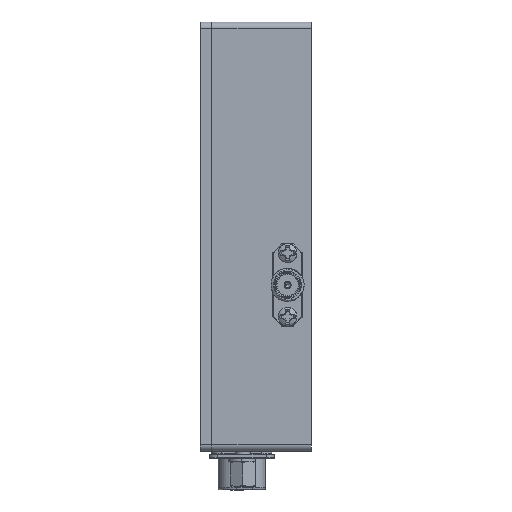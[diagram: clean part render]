
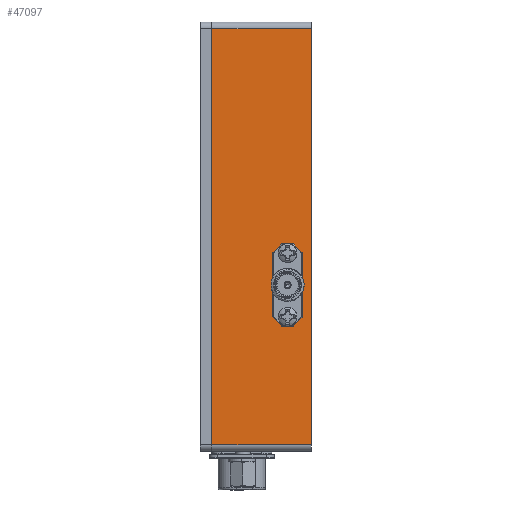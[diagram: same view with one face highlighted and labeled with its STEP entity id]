
A CAD part, left-side view. The second image highlights one B-rep face of the part: STEP entity #47097.
In plain terms, the highlighted planar face has unit normal (-1, 0, 0).
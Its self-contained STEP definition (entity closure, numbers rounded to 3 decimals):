
#1158 = VERTEX_POINT ( 'NONE', #132518 ) ;
#3738 = EDGE_CURVE ( 'NONE', #52684, #96087, #10657, .T. ) ;
#4549 = CIRCLE ( 'NONE', #202145, 1.092 ) ;
#5832 = DIRECTION ( 'NONE',  ( 0., -1., 0. ) ) ;
#7440 = AXIS2_PLACEMENT_3D ( 'NONE', #152773, #140338, #93925 ) ;
#10657 = CIRCLE ( 'NONE', #7440, 1.283 ) ;
#10862 = CARTESIAN_POINT ( 'NONE',  ( 0., 19.126, 1.27 ) ) ;
#11518 = AXIS2_PLACEMENT_3D ( 'NONE', #90152, #92160, #188020 ) ;
#15004 = DIRECTION ( 'NONE',  ( 0., 0., 1. ) ) ;
#16042 = CARTESIAN_POINT ( 'NONE',  ( 0., 4.572, 38.125 ) ) ;
#21632 = EDGE_CURVE ( 'NONE', #60458, #78500, #4549, .T. ) ;
#26629 = LINE ( 'NONE', #69946, #189982 ) ;
#30891 = AXIS2_PLACEMENT_3D ( 'NONE', #157588, #49243, #62681 ) ;
#31263 = AXIS2_PLACEMENT_3D ( 'NONE', #173204, #83423, #113350 ) ;
#35661 = VECTOR ( 'NONE', #73658, 1000. ) ;
#41280 = VERTEX_POINT ( 'NONE', #197178 ) ;
#44013 = EDGE_CURVE ( 'NONE', #197074, #137163, #26629, .T. ) ;
#45162 = ORIENTED_EDGE ( 'NONE', *, *, #44013, .T. ) ;
#47097 = ADVANCED_FACE ( 'NONE', ( #153046, #125126, #200528, #78742 ), #107665, .F. ) ;
#47591 = DIRECTION ( 'NONE',  ( 0., -1., 0. ) ) ;
#49243 = DIRECTION ( 'NONE',  ( -1., 0., 0. ) ) ;
#49326 = CARTESIAN_POINT ( 'NONE',  ( 0., 4.572, 30.721 ) ) ;
#52684 = VERTEX_POINT ( 'NONE', #49326 ) ;
#53855 = DIRECTION ( 'NONE',  ( 0., 0., 1. ) ) ;
#60419 = EDGE_CURVE ( 'NONE', #41280, #203223, #113233, .T. ) ;
#60458 = VERTEX_POINT ( 'NONE', #158469 ) ;
#60773 = CIRCLE ( 'NONE', #31263, 1.092 ) ;
#62681 = DIRECTION ( 'NONE',  ( 0., 0., 1. ) ) ;
#66735 = CARTESIAN_POINT ( 'NONE',  ( 0., 4.572, 33.287 ) ) ;
#69200 = ORIENTED_EDGE ( 'NONE', *, *, #21632, .F. ) ;
#69946 = CARTESIAN_POINT ( 'NONE',  ( 0., 0., 1.27 ) ) ;
#70291 = EDGE_CURVE ( 'NONE', #78500, #60458, #164927, .T. ) ;
#73658 = DIRECTION ( 'NONE',  ( 0., 0., 1. ) ) ;
#74272 = ORIENTED_EDGE ( 'NONE', *, *, #107549, .T. ) ;
#74950 = EDGE_CURVE ( 'NONE', #203223, #41280, #60773, .T. ) ;
#78500 = VERTEX_POINT ( 'NONE', #159189 ) ;
#78742 = FACE_OUTER_BOUND ( 'NONE', #201193, .T. ) ;
#80142 = DIRECTION ( 'NONE',  ( 0., 0., 1. ) ) ;
#83423 = DIRECTION ( 'NONE',  ( -1., 0., 0. ) ) ;
#87983 = ORIENTED_EDGE ( 'NONE', *, *, #70291, .F. ) ;
#90152 = CARTESIAN_POINT ( 'NONE',  ( 0., 19.126, 1.27 ) ) ;
#91007 = EDGE_LOOP ( 'NONE', ( #96229, #118618 ) ) ;
#91339 = ORIENTED_EDGE ( 'NONE', *, *, #156629, .F. ) ;
#92160 = DIRECTION ( 'NONE',  ( 1., 0., 0. ) ) ;
#93925 = DIRECTION ( 'NONE',  ( 0., 0., 1. ) ) ;
#95098 = CARTESIAN_POINT ( 'NONE',  ( 0., 19.126, 81.28 ) ) ;
#96087 = VERTEX_POINT ( 'NONE', #66735 ) ;
#96229 = ORIENTED_EDGE ( 'NONE', *, *, #60419, .F. ) ;
#96653 = EDGE_CURVE ( 'NONE', #96087, #52684, #195612, .T. ) ;
#98642 = DIRECTION ( 'NONE',  ( -1., 0., 0. ) ) ;
#100015 = VECTOR ( 'NONE', #47591, 1000. ) ;
#107549 = EDGE_CURVE ( 'NONE', #146560, #197074, #196446, .T. ) ;
#107665 = PLANE ( 'NONE',  #11518 ) ;
#109793 = DIRECTION ( 'NONE',  ( -1., 0., 0. ) ) ;
#111363 = ORIENTED_EDGE ( 'NONE', *, *, #163367, .F. ) ;
#113233 = CIRCLE ( 'NONE', #198901, 1.092 ) ;
#113350 = DIRECTION ( 'NONE',  ( 0., 0., 1. ) ) ;
#113651 = CARTESIAN_POINT ( 'NONE',  ( 0., 19.126, 1.27 ) ) ;
#114155 = CARTESIAN_POINT ( 'NONE',  ( 0., 4.572, 25.883 ) ) ;
#115991 = CARTESIAN_POINT ( 'NONE',  ( 0., 19.126, 1.27 ) ) ;
#116951 = VECTOR ( 'NONE', #5832, 1000. ) ;
#118535 = CARTESIAN_POINT ( 'NONE',  ( 0., 0., 1.27 ) ) ;
#118618 = ORIENTED_EDGE ( 'NONE', *, *, #74950, .F. ) ;
#121960 = LINE ( 'NONE', #95098, #100015 ) ;
#125126 = FACE_BOUND ( 'NONE', #91007, .T. ) ;
#132518 = CARTESIAN_POINT ( 'NONE',  ( 0., 19.126, 81.28 ) ) ;
#137163 = VERTEX_POINT ( 'NONE', #186255 ) ;
#140338 = DIRECTION ( 'NONE',  ( -1., 0., 0. ) ) ;
#144038 = ORIENTED_EDGE ( 'NONE', *, *, #96653, .F. ) ;
#146560 = VERTEX_POINT ( 'NONE', #113651 ) ;
#148727 = DIRECTION ( 'NONE',  ( -1., 0., 0. ) ) ;
#149322 = DIRECTION ( 'NONE',  ( 0., 0., 1. ) ) ;
#151792 = CARTESIAN_POINT ( 'NONE',  ( 0., 4.572, 38.125 ) ) ;
#152773 = CARTESIAN_POINT ( 'NONE',  ( 0., 4.572, 32.004 ) ) ;
#153046 = FACE_BOUND ( 'NONE', #159484, .T. ) ;
#156629 = EDGE_CURVE ( 'NONE', #1158, #137163, #121960, .T. ) ;
#157588 = CARTESIAN_POINT ( 'NONE',  ( 0., 4.572, 32.004 ) ) ;
#158469 = CARTESIAN_POINT ( 'NONE',  ( 0., 4.572, 39.218 ) ) ;
#159189 = CARTESIAN_POINT ( 'NONE',  ( 0., 4.572, 37.033 ) ) ;
#159484 = EDGE_LOOP ( 'NONE', ( #144038, #169731 ) ) ;
#163367 = EDGE_CURVE ( 'NONE', #146560, #1158, #180963, .T. ) ;
#164927 = CIRCLE ( 'NONE', #191307, 1.092 ) ;
#165192 = CARTESIAN_POINT ( 'NONE',  ( 0., 4.572, 24.79 ) ) ;
#169731 = ORIENTED_EDGE ( 'NONE', *, *, #3738, .F. ) ;
#173204 = CARTESIAN_POINT ( 'NONE',  ( 0., 4.572, 25.883 ) ) ;
#180963 = LINE ( 'NONE', #10862, #35661 ) ;
#186255 = CARTESIAN_POINT ( 'NONE',  ( 0., 0., 81.28 ) ) ;
#187066 = EDGE_LOOP ( 'NONE', ( #69200, #87983 ) ) ;
#188020 = DIRECTION ( 'NONE',  ( 0., 0., -1. ) ) ;
#189982 = VECTOR ( 'NONE', #149322, 1000. ) ;
#191307 = AXIS2_PLACEMENT_3D ( 'NONE', #151792, #148727, #53855 ) ;
#195612 = CIRCLE ( 'NONE', #30891, 1.283 ) ;
#196446 = LINE ( 'NONE', #115991, #116951 ) ;
#197074 = VERTEX_POINT ( 'NONE', #118535 ) ;
#197178 = CARTESIAN_POINT ( 'NONE',  ( 0., 4.572, 26.975 ) ) ;
#198901 = AXIS2_PLACEMENT_3D ( 'NONE', #114155, #98642, #80142 ) ;
#200528 = FACE_BOUND ( 'NONE', #187066, .T. ) ;
#201193 = EDGE_LOOP ( 'NONE', ( #45162, #91339, #111363, #74272 ) ) ;
#202145 = AXIS2_PLACEMENT_3D ( 'NONE', #16042, #109793, #15004 ) ;
#203223 = VERTEX_POINT ( 'NONE', #165192 ) ;
